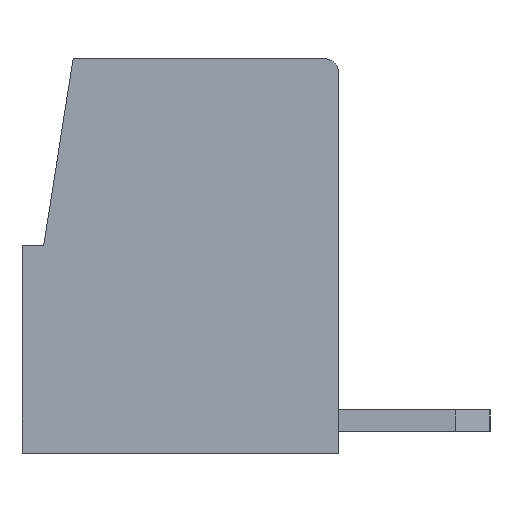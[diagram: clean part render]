
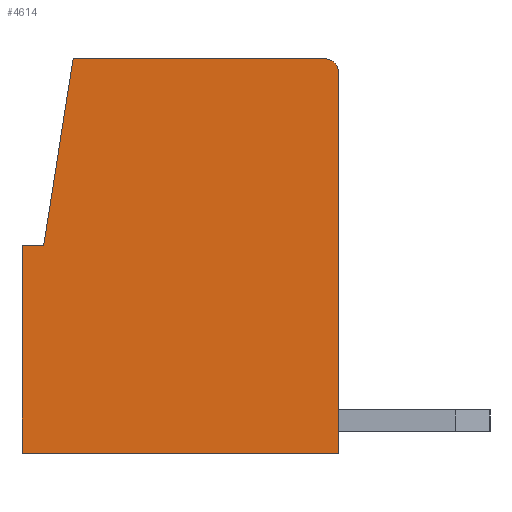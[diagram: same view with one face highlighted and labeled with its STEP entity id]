
A CAD part, left-side view. The second image highlights one B-rep face of the part: STEP entity #4614.
In plain terms, the highlighted planar face has unit normal (-1, 0, 0).
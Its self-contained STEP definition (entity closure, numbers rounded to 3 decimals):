
#79=CIRCLE('',#6050,0.3);
#217=ORIENTED_EDGE('',*,*,#1556,.F.);
#218=ORIENTED_EDGE('',*,*,#1557,.F.);
#219=ORIENTED_EDGE('',*,*,#1558,.F.);
#220=ORIENTED_EDGE('',*,*,#1555,.F.);
#221=ORIENTED_EDGE('',*,*,#1559,.F.);
#222=ORIENTED_EDGE('',*,*,#1560,.F.);
#223=ORIENTED_EDGE('',*,*,#1561,.F.);
#1555=EDGE_CURVE('',#2223,#2222,#2683,.T.);
#1556=EDGE_CURVE('',#2224,#2225,#2684,.T.);
#1557=EDGE_CURVE('',#2226,#2224,#2685,.T.);
#1558=EDGE_CURVE('',#2222,#2226,#2686,.T.);
#1559=EDGE_CURVE('',#2227,#2223,#2687,.T.);
#1560=EDGE_CURVE('',#2228,#2227,#2688,.T.);
#1561=EDGE_CURVE('',#2225,#2228,#79,.T.);
#2222=VERTEX_POINT('',#7712);
#2223=VERTEX_POINT('',#7715);
#2224=VERTEX_POINT('',#7719);
#2225=VERTEX_POINT('',#7720);
#2226=VERTEX_POINT('',#7722);
#2227=VERTEX_POINT('',#7725);
#2228=VERTEX_POINT('',#7727);
#2683=LINE('',#7716,#3308);
#2684=LINE('',#7718,#3309);
#2685=LINE('',#7721,#3310);
#2686=LINE('',#7723,#3311);
#2687=LINE('',#7724,#3312);
#2688=LINE('',#7726,#3313);
#3308=VECTOR('',#6432,1000.);
#3309=VECTOR('',#6435,1000.);
#3310=VECTOR('',#6436,1000.);
#3311=VECTOR('',#6437,1000.);
#3312=VECTOR('',#6438,1000.);
#3313=VECTOR('',#6439,1000.);
#3882=EDGE_LOOP('',(#217,#218,#219,#220,#221,#222,#223));
#4135=FACE_BOUND('',#3882,.T.);
#4388=PLANE('',#6049);
#4614=ADVANCED_FACE('',(#4135),#4388,.T.);
#6049=AXIS2_PLACEMENT_3D('',#7717,#6433,#6434);
#6050=AXIS2_PLACEMENT_3D('',#7728,#6440,#6441);
#6432=DIRECTION('',(0.,0.,1.));
#6433=DIRECTION('',(-1.,0.,0.));
#6434=DIRECTION('',(0.,0.,1.));
#6435=DIRECTION('',(0.,-1.,0.));
#6436=DIRECTION('',(0.,-0.156,0.988));
#6437=DIRECTION('',(0.,-1.,0.));
#6438=DIRECTION('',(0.,1.,0.));
#6439=DIRECTION('',(0.,0.,-1.));
#6440=DIRECTION('',(1.,0.,0.));
#6441=DIRECTION('',(0.,-1.,0.));
#7712=CARTESIAN_POINT('',(-1.75,0.,4.8));
#7715=CARTESIAN_POINT('',(-1.75,0.,0.));
#7716=CARTESIAN_POINT('',(-1.75,0.,0.));
#7717=CARTESIAN_POINT('',(-1.75,-11.99,9.8));
#7718=CARTESIAN_POINT('',(-1.75,-2.966,9.1));
#7719=CARTESIAN_POINT('',(-1.75,-1.181,9.1));
#7720=CARTESIAN_POINT('',(-1.75,-7.,9.1));
#7721=CARTESIAN_POINT('',(-1.75,0.26,0.));
#7722=CARTESIAN_POINT('',(-1.75,-0.5,4.8));
#7723=CARTESIAN_POINT('',(-1.75,-2.966,4.8));
#7724=CARTESIAN_POINT('',(-1.75,-2.966,0.));
#7725=CARTESIAN_POINT('',(-1.75,-7.3,0.));
#7726=CARTESIAN_POINT('',(-1.75,-7.3,0.));
#7727=CARTESIAN_POINT('',(-1.75,-7.3,8.8));
#7728=CARTESIAN_POINT('',(-1.75,-7.,8.8));
